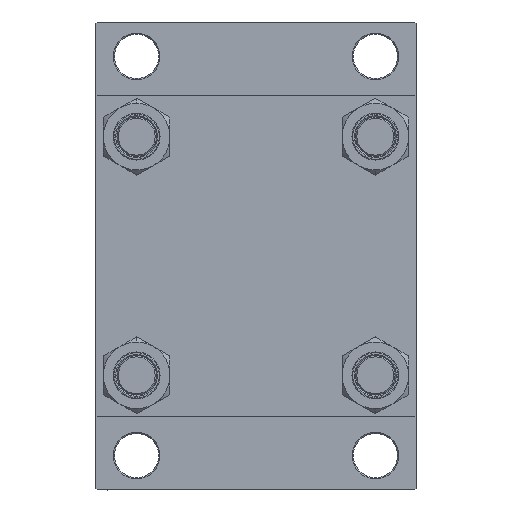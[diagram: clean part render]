
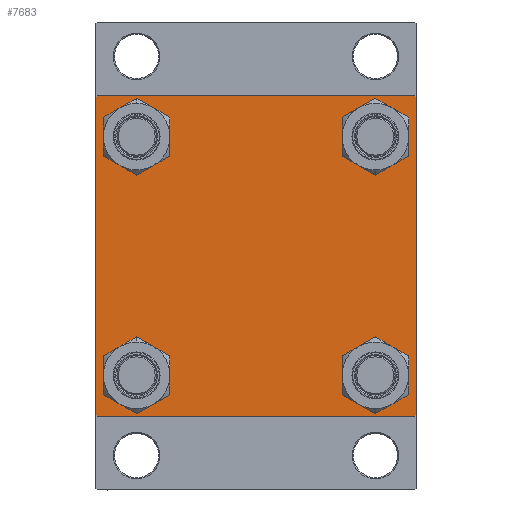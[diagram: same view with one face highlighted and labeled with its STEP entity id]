
A CAD part, left-side view. The second image highlights one B-rep face of the part: STEP entity #7683.
In plain terms, the highlighted planar face has unit normal (-1, 0, 0).
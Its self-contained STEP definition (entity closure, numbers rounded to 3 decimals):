
#68 = ORIENTED_EDGE ( 'NONE', *, *, #15527, .T. ) ;
#498 = DIRECTION ( 'NONE',  ( 0., -0.707, -0.707 ) ) ;
#597 = LINE ( 'NONE', #21913, #21449 ) ;
#717 = DIRECTION ( 'NONE',  ( 0., 0., 1. ) ) ;
#951 = AXIS2_PLACEMENT_3D ( 'NONE', #16696, #23958, #13063 ) ;
#1119 = DIRECTION ( 'NONE',  ( 1., 0., 0. ) ) ;
#1124 = EDGE_CURVE ( 'NONE', #3106, #3958, #23012, .T. ) ;
#1311 = CARTESIAN_POINT ( 'NONE',  ( 0., 48.45, 48.45 ) ) ;
#1389 = EDGE_LOOP ( 'NONE', ( #43263, #15288, #32534, #13168, #5910, #26710, #8796, #47039 ) ) ;
#1717 = CARTESIAN_POINT ( 'NONE',  ( 0., -64.75, -64.75 ) ) ;
#3106 = VERTEX_POINT ( 'NONE', #42192 ) ;
#3823 = VERTEX_POINT ( 'NONE', #22356 ) ;
#3958 = VERTEX_POINT ( 'NONE', #36109 ) ;
#4006 = CARTESIAN_POINT ( 'NONE',  ( 0., -64.5, 65. ) ) ;
#4608 = LINE ( 'NONE', #19631, #16397 ) ;
#4726 = DIRECTION ( 'NONE',  ( 0., 0.707, 0.707 ) ) ;
#4769 = CARTESIAN_POINT ( 'NONE',  ( 0., 64.5, 65. ) ) ;
#4954 = CARTESIAN_POINT ( 'NONE',  ( 0., -48.45, -56.95 ) ) ;
#5910 = ORIENTED_EDGE ( 'NONE', *, *, #1124, .F. ) ;
#5998 = EDGE_CURVE ( 'NONE', #17879, #3823, #4608, .T. ) ;
#6269 = EDGE_CURVE ( 'NONE', #47811, #44208, #8656, .T. ) ;
#6789 = EDGE_CURVE ( 'NONE', #9709, #13656, #7162, .T. ) ;
#7112 = ORIENTED_EDGE ( 'NONE', *, *, #20575, .T. ) ;
#7162 = CIRCLE ( 'NONE', #43495, 8.5 ) ;
#7417 = CARTESIAN_POINT ( 'NONE',  ( 0., 0., 0. ) ) ;
#7683 = ADVANCED_FACE ( 'NONE', ( #41321, #7899, #30663, #22671, #45425 ), #19525, .T. ) ;
#7899 = FACE_BOUND ( 'NONE', #43259, .T. ) ;
#8146 = DIRECTION ( 'NONE',  ( -1., 0., 0. ) ) ;
#8656 = CIRCLE ( 'NONE', #951, 8.5 ) ;
#8796 = ORIENTED_EDGE ( 'NONE', *, *, #18106, .F. ) ;
#9168 = VECTOR ( 'NONE', #4726, 1000. ) ;
#9705 = ORIENTED_EDGE ( 'NONE', *, *, #6269, .T. ) ;
#9709 = VERTEX_POINT ( 'NONE', #4954 ) ;
#10317 = VERTEX_POINT ( 'NONE', #17923 ) ;
#10764 = DIRECTION ( 'NONE',  ( 0., -1., 0. ) ) ;
#11081 = DIRECTION ( 'NONE',  ( 0., 0., 1. ) ) ;
#11554 = EDGE_CURVE ( 'NONE', #37431, #45301, #33457, .T. ) ;
#11949 = VERTEX_POINT ( 'NONE', #28039 ) ;
#12059 = AXIS2_PLACEMENT_3D ( 'NONE', #1311, #16065, #42220 ) ;
#12392 = EDGE_CURVE ( 'NONE', #45301, #37431, #14175, .T. ) ;
#12751 = DIRECTION ( 'NONE',  ( 0., -1., 0. ) ) ;
#12956 = DIRECTION ( 'NONE',  ( 0., 0., 1. ) ) ;
#13063 = DIRECTION ( 'NONE',  ( 0., 0., 1. ) ) ;
#13103 = EDGE_CURVE ( 'NONE', #14414, #11949, #24346, .T. ) ;
#13107 = VECTOR ( 'NONE', #30049, 1000. ) ;
#13168 = ORIENTED_EDGE ( 'NONE', *, *, #37625, .T. ) ;
#13190 = ORIENTED_EDGE ( 'NONE', *, *, #11554, .T. ) ;
#13656 = VERTEX_POINT ( 'NONE', #41668 ) ;
#13792 = CARTESIAN_POINT ( 'NONE',  ( 0., -48.45, 56.95 ) ) ;
#14175 = CIRCLE ( 'NONE', #20351, 8.5 ) ;
#14402 = EDGE_CURVE ( 'NONE', #3823, #10317, #20004, .T. ) ;
#14414 = VERTEX_POINT ( 'NONE', #4769 ) ;
#14668 = EDGE_CURVE ( 'NONE', #42542, #32278, #23671, .T. ) ;
#15288 = ORIENTED_EDGE ( 'NONE', *, *, #5998, .T. ) ;
#15358 = CARTESIAN_POINT ( 'NONE',  ( 0., 48.45, 48.45 ) ) ;
#15527 = EDGE_CURVE ( 'NONE', #32278, #42542, #47614, .T. ) ;
#15665 = CARTESIAN_POINT ( 'NONE',  ( 0., 48.45, -48.45 ) ) ;
#15850 = CARTESIAN_POINT ( 'NONE',  ( 0., -64.75, 64.75 ) ) ;
#16065 = DIRECTION ( 'NONE',  ( 1., 0., 0. ) ) ;
#16088 = AXIS2_PLACEMENT_3D ( 'NONE', #15665, #33110, #11081 ) ;
#16397 = VECTOR ( 'NONE', #498, 1000. ) ;
#16696 = CARTESIAN_POINT ( 'NONE',  ( 0., 48.45, -48.45 ) ) ;
#17324 = CARTESIAN_POINT ( 'NONE',  ( 0., 64.75, 64.75 ) ) ;
#17879 = VERTEX_POINT ( 'NONE', #30675 ) ;
#17923 = CARTESIAN_POINT ( 'NONE',  ( 0., -64.5, -65. ) ) ;
#18106 = EDGE_CURVE ( 'NONE', #14414, #20789, #597, .T. ) ;
#19211 = CARTESIAN_POINT ( 'NONE',  ( 0., -48.45, 48.45 ) ) ;
#19525 = PLANE ( 'NONE',  #22650 ) ;
#19631 = CARTESIAN_POINT ( 'NONE',  ( 0., 64.75, -64.75 ) ) ;
#19702 = DIRECTION ( 'NONE',  ( 1., 0., 0. ) ) ;
#19836 = DIRECTION ( 'NONE',  ( 1., 0., 0. ) ) ;
#20004 = LINE ( 'NONE', #45918, #36676 ) ;
#20132 = VECTOR ( 'NONE', #25216, 1000. ) ;
#20351 = AXIS2_PLACEMENT_3D ( 'NONE', #19211, #19702, #30357 ) ;
#20575 = EDGE_CURVE ( 'NONE', #44208, #47811, #36973, .T. ) ;
#20617 = ORIENTED_EDGE ( 'NONE', *, *, #14668, .T. ) ;
#20789 = VERTEX_POINT ( 'NONE', #4006 ) ;
#20874 = CARTESIAN_POINT ( 'NONE',  ( 0., 65., 65. ) ) ;
#20981 = EDGE_CURVE ( 'NONE', #3106, #20789, #37897, .T. ) ;
#21449 = VECTOR ( 'NONE', #10764, 1000. ) ;
#21913 = CARTESIAN_POINT ( 'NONE',  ( 0., 65., 65. ) ) ;
#21929 = EDGE_LOOP ( 'NONE', ( #9705, #7112 ) ) ;
#22356 = CARTESIAN_POINT ( 'NONE',  ( 0., 64.5, -65. ) ) ;
#22650 = AXIS2_PLACEMENT_3D ( 'NONE', #7417, #8146, #33574 ) ;
#22671 = FACE_BOUND ( 'NONE', #24389, .T. ) ;
#23012 = LINE ( 'NONE', #40943, #13107 ) ;
#23671 = CIRCLE ( 'NONE', #12059, 8.5 ) ;
#23958 = DIRECTION ( 'NONE',  ( 1., 0., 0. ) ) ;
#24346 = LINE ( 'NONE', #17324, #35842 ) ;
#24389 = EDGE_LOOP ( 'NONE', ( #20617, #68 ) ) ;
#24817 = DIRECTION ( 'NONE',  ( 0., 0.707, -0.707 ) ) ;
#25154 = DIRECTION ( 'NONE',  ( 0., 0., 1. ) ) ;
#25216 = DIRECTION ( 'NONE',  ( 0., 0., -1. ) ) ;
#25508 = ORIENTED_EDGE ( 'NONE', *, *, #6789, .T. ) ;
#26220 = CARTESIAN_POINT ( 'NONE',  ( 0., 48.45, 56.95 ) ) ;
#26710 = ORIENTED_EDGE ( 'NONE', *, *, #20981, .T. ) ;
#26948 = ORIENTED_EDGE ( 'NONE', *, *, #12392, .T. ) ;
#28039 = CARTESIAN_POINT ( 'NONE',  ( 0., 65., 64.5 ) ) ;
#28152 = VECTOR ( 'NONE', #46020, 1000. ) ;
#28855 = EDGE_CURVE ( 'NONE', #11949, #17879, #43398, .T. ) ;
#30049 = DIRECTION ( 'NONE',  ( 0., 0., -1. ) ) ;
#30060 = CARTESIAN_POINT ( 'NONE',  ( 0., -48.45, 39.95 ) ) ;
#30357 = DIRECTION ( 'NONE',  ( 0., 0., 1. ) ) ;
#30663 = FACE_BOUND ( 'NONE', #21929, .T. ) ;
#30675 = CARTESIAN_POINT ( 'NONE',  ( 0., 65., -64.5 ) ) ;
#31792 = ORIENTED_EDGE ( 'NONE', *, *, #38520, .T. ) ;
#31916 = AXIS2_PLACEMENT_3D ( 'NONE', #46480, #43330, #25154 ) ;
#32278 = VERTEX_POINT ( 'NONE', #37953 ) ;
#32534 = ORIENTED_EDGE ( 'NONE', *, *, #14402, .T. ) ;
#33110 = DIRECTION ( 'NONE',  ( 1., 0., 0. ) ) ;
#33457 = CIRCLE ( 'NONE', #31916, 8.5 ) ;
#33574 = DIRECTION ( 'NONE',  ( 0., 0., 1. ) ) ;
#35165 = AXIS2_PLACEMENT_3D ( 'NONE', #37530, #19836, #717 ) ;
#35842 = VECTOR ( 'NONE', #24817, 1000. ) ;
#36020 = CARTESIAN_POINT ( 'NONE',  ( 0., 48.45, -56.95 ) ) ;
#36109 = CARTESIAN_POINT ( 'NONE',  ( 0., -65., -64.5 ) ) ;
#36676 = VECTOR ( 'NONE', #12751, 1000. ) ;
#36973 = CIRCLE ( 'NONE', #16088, 8.5 ) ;
#37175 = DIRECTION ( 'NONE',  ( 0., 0., 1. ) ) ;
#37431 = VERTEX_POINT ( 'NONE', #30060 ) ;
#37530 = CARTESIAN_POINT ( 'NONE',  ( 0., -48.45, -48.45 ) ) ;
#37625 = EDGE_CURVE ( 'NONE', #10317, #3958, #38515, .T. ) ;
#37897 = LINE ( 'NONE', #15850, #9168 ) ;
#37953 = CARTESIAN_POINT ( 'NONE',  ( 0., 48.45, 39.95 ) ) ;
#38515 = LINE ( 'NONE', #1717, #28152 ) ;
#38520 = EDGE_CURVE ( 'NONE', #13656, #9709, #42125, .T. ) ;
#39948 = AXIS2_PLACEMENT_3D ( 'NONE', #15358, #47584, #37175 ) ;
#40943 = CARTESIAN_POINT ( 'NONE',  ( 0., -65., 65. ) ) ;
#41321 = FACE_BOUND ( 'NONE', #43959, .T. ) ;
#41668 = CARTESIAN_POINT ( 'NONE',  ( 0., -48.45, -39.95 ) ) ;
#42125 = CIRCLE ( 'NONE', #35165, 8.5 ) ;
#42192 = CARTESIAN_POINT ( 'NONE',  ( 0., -65., 64.5 ) ) ;
#42220 = DIRECTION ( 'NONE',  ( 0., 0., 1. ) ) ;
#42542 = VERTEX_POINT ( 'NONE', #26220 ) ;
#43070 = CARTESIAN_POINT ( 'NONE',  ( 0., 48.45, -39.95 ) ) ;
#43259 = EDGE_LOOP ( 'NONE', ( #31792, #25508 ) ) ;
#43263 = ORIENTED_EDGE ( 'NONE', *, *, #28855, .T. ) ;
#43330 = DIRECTION ( 'NONE',  ( 1., 0., 0. ) ) ;
#43398 = LINE ( 'NONE', #20874, #20132 ) ;
#43495 = AXIS2_PLACEMENT_3D ( 'NONE', #45656, #1119, #12956 ) ;
#43959 = EDGE_LOOP ( 'NONE', ( #26948, #13190 ) ) ;
#44208 = VERTEX_POINT ( 'NONE', #36020 ) ;
#45301 = VERTEX_POINT ( 'NONE', #13792 ) ;
#45425 = FACE_OUTER_BOUND ( 'NONE', #1389, .T. ) ;
#45656 = CARTESIAN_POINT ( 'NONE',  ( 0., -48.45, -48.45 ) ) ;
#45918 = CARTESIAN_POINT ( 'NONE',  ( 0., 65., -65. ) ) ;
#46020 = DIRECTION ( 'NONE',  ( 0., -0.707, 0.707 ) ) ;
#46480 = CARTESIAN_POINT ( 'NONE',  ( 0., -48.45, 48.45 ) ) ;
#47039 = ORIENTED_EDGE ( 'NONE', *, *, #13103, .T. ) ;
#47584 = DIRECTION ( 'NONE',  ( 1., 0., 0. ) ) ;
#47614 = CIRCLE ( 'NONE', #39948, 8.5 ) ;
#47811 = VERTEX_POINT ( 'NONE', #43070 ) ;
